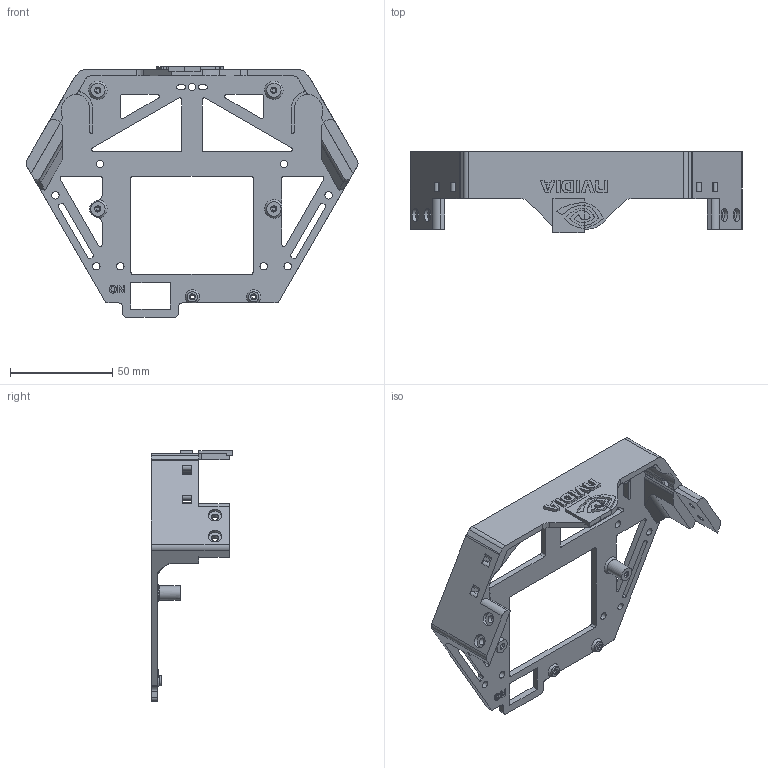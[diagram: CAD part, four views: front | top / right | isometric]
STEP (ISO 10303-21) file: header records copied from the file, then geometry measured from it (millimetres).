
FILE_DESCRIPTION( ( '' ), ' ' );
FILE_NAME( '5cafa9286e1b28179f496bb0.step', '2019-04-11T20:52:57', ( '' ), ( '' ), ' ', ' ', ' ' );
FILE_SCHEMA( ( 'AUTOMOTIVE_DESIGN { 1 0 10303 214 1 1 1 1 }' ) );
Length unit declared in the file: metre
Products named in the file (1): Base
Bounding box: 162.21 x 39.6 x 122.44 mm (x, y, z)
Volume: 56819.3 mm3; surface area: 37761.2 mm2
Topology: 1 solids, 1 shells, 489 faces, 1385 edges, 917 vertices
Faces by surface type: plane 199, extrusion 151, cylinder 125, cone 12, bspline 2
Full cylindrical faces by diameter (mm): 1.9 x2, 2 x4, 3.5 x4, 3.6 x9, 5 x2, 6.5 x4, 7 x4
Entity records: 20290 total; most frequent: CARTESIAN_POINT 4152, ORIENTED_EDGE 2666, DIRECTION 2112, EDGE_CURVE 1333, VERTEX_POINT 906, VECTOR 898, LINE 747, EDGE_LOOP 611
